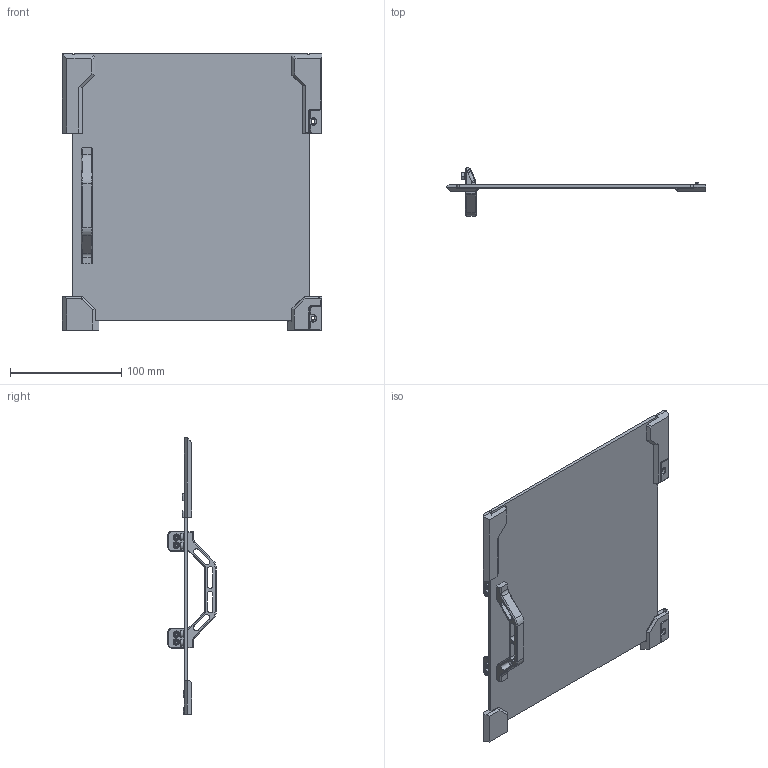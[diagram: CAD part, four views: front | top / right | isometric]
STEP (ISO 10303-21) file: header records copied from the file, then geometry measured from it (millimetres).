
FILE_DESCRIPTION(/* description */ (''),/* implementation_level */ '2;1');
FILE_NAME(/* name */ 'V0_hinges.step',/* time_stamp */ '2023-11-21T14:13:12-08:00',/* author */ (''),/* organization */ (''),/* preprocessor_version */ 'ST-DEVELOPER v20',/* originating_system */ 'Autodesk Translation Framework v12.14.0.127',/* authorisation */ '');
FILE_SCHEMA (('AUTOMOTIVE_DESIGN { 1 0 10303 214 3 1 1 }'));
Length unit declared in the file: millimetre
Products named in the file (25): (Unsaved); Door Assembly; Printed Parts (4); Door Latch Assembly; Door Handle; Door Latch; Door Clips; Front Bottom Right Hinge; Front Top Right Hinge; Front Bottom Left Clip; Front Top Left Clip; Door Panel; Latch Hardware; Screws (5); M3x8 BHCS (1); Magnets; Nuts (3); M3 Hexnut (4); Handle Hardware; Magnets (1); 6x3mm Magnet; Hinge Hardware; Screws (23); Door Hinge; Door Hinge (1)
Assembly tree (38 placements, depth 5):
  (Unsaved)
    Door Assembly
      Printed Parts (4)
        Door Latch Assembly
          Door Latch  x2
          Door Handle
        Door Clips
          Front Bottom Right Hinge
          Front Top Right Hinge
          Front Bottom Left Clip
          Front Top Left Clip
      Door Panel
      Latch Hardware
        Screws (5)
          M3x8 BHCS (1)  x4
        Magnets
          6x3mm Magnet  x4
        Nuts (3)
          M3 Hexnut (4)  x4
      Handle Hardware
        Magnets (1)
          6x3mm Magnet  x4
      Hinge Hardware
        Screws (23)
      Door Hinge
      Door Hinge (1)
Bounding box: 232.68 x 43.5 x 248 mm (x, y, z)
Volume: 179608.3 mm3; surface area: 127368.7 mm2
Topology: 26 solids, 26 shells, 728 faces, 1697 edges, 1043 vertices
Faces by surface type: plane 369, cone 142, cylinder 140, bspline 41, torus 32, sphere 4
Full cylindrical faces by diameter (mm): 2.9 x2, 3 x8, 3.2 x2, 3.4 x6, 5.7 x4, 6 x12, 6.1 x4
Entity records: 18744 total; most frequent: CARTESIAN_POINT 6286, DIRECTION 2542, ORIENTED_EDGE 2444, EDGE_CURVE 1222, AXIS2_PLACEMENT_3D 874, LINE 794, VECTOR 794, VERTEX_POINT 758
